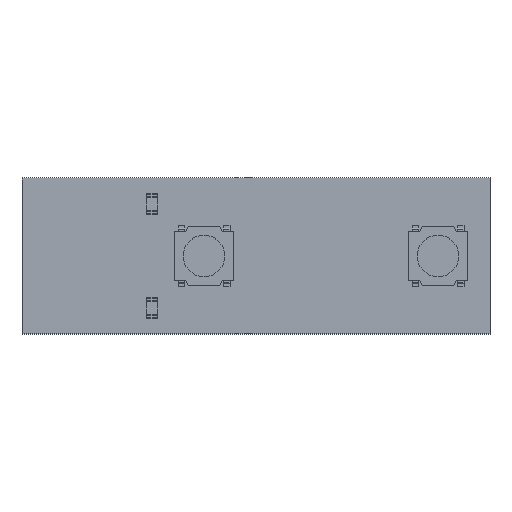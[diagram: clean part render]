
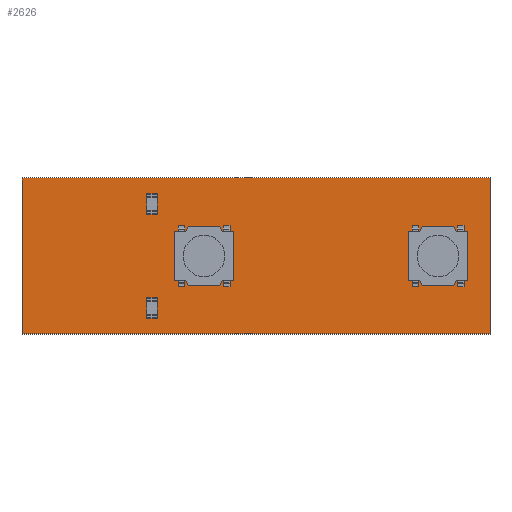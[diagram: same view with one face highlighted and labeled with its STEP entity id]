
A CAD part, top view. The second image highlights one B-rep face of the part: STEP entity #2626.
In plain terms, the highlighted planar face has unit normal (0, 0, 1).
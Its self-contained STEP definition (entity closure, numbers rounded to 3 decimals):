
#2497 = VERTEX_POINT('',#2498);
#2498 = CARTESIAN_POINT('',(182.,-66.,1.09));
#2504 = EDGE_CURVE('',#2497,#2505,#2507,.T.);
#2505 = VERTEX_POINT('',#2506);
#2506 = CARTESIAN_POINT('',(146.,-66.,1.09));
#2507 = LINE('',#2508,#2509);
#2508 = CARTESIAN_POINT('',(182.,-66.,1.09));
#2509 = VECTOR('',#2510,1.);
#2510 = DIRECTION('',(-1.,0.,0.));
#2535 = EDGE_CURVE('',#2505,#2536,#2538,.T.);
#2536 = VERTEX_POINT('',#2537);
#2537 = CARTESIAN_POINT('',(146.,-54.,1.09));
#2538 = LINE('',#2539,#2540);
#2539 = CARTESIAN_POINT('',(146.,-66.,1.09));
#2540 = VECTOR('',#2541,1.);
#2541 = DIRECTION('',(0.,1.,0.));
#2566 = EDGE_CURVE('',#2536,#2567,#2569,.T.);
#2567 = VERTEX_POINT('',#2568);
#2568 = CARTESIAN_POINT('',(182.,-54.,1.09));
#2569 = LINE('',#2570,#2571);
#2570 = CARTESIAN_POINT('',(146.,-54.,1.09));
#2571 = VECTOR('',#2572,1.);
#2572 = DIRECTION('',(1.,0.,0.));
#2597 = EDGE_CURVE('',#2567,#2497,#2598,.T.);
#2598 = LINE('',#2599,#2600);
#2599 = CARTESIAN_POINT('',(182.,-54.,1.09));
#2600 = VECTOR('',#2601,1.);
#2601 = DIRECTION('',(0.,-1.,0.));
#2626 = ADVANCED_FACE('',(#2627),#2633,.T.);
#2627 = FACE_BOUND('',#2628,.F.);
#2628 = EDGE_LOOP('',(#2629,#2630,#2631,#2632));
#2629 = ORIENTED_EDGE('',*,*,#2504,.T.);
#2630 = ORIENTED_EDGE('',*,*,#2535,.T.);
#2631 = ORIENTED_EDGE('',*,*,#2566,.T.);
#2632 = ORIENTED_EDGE('',*,*,#2597,.T.);
#2633 = PLANE('',#2634);
#2634 = AXIS2_PLACEMENT_3D('',#2635,#2636,#2637);
#2635 = CARTESIAN_POINT('',(0.,0.,1.09));
#2636 = DIRECTION('',(0.,0.,1.));
#2637 = DIRECTION('',(1.,0.,-0.));
